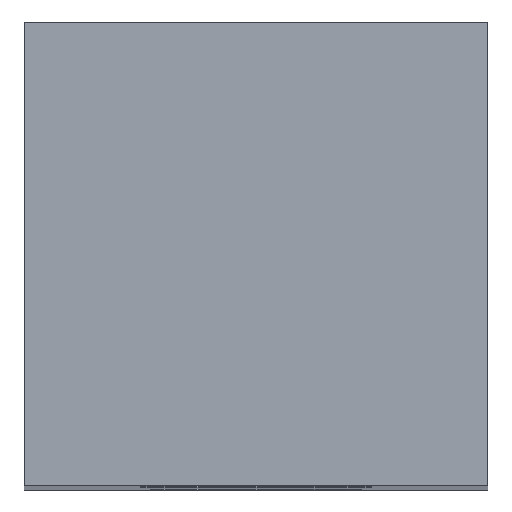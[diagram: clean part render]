
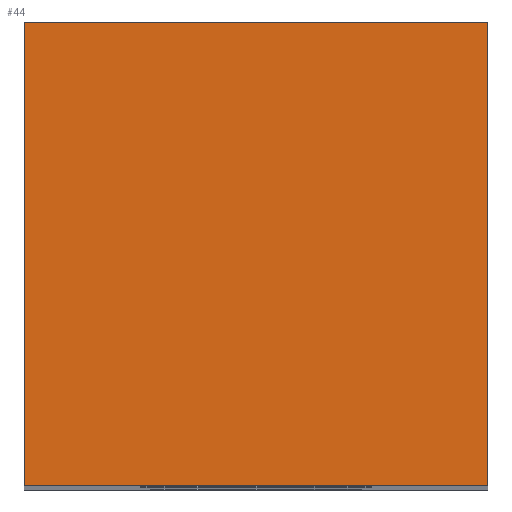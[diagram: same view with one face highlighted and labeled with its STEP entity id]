
A CAD part, top view. The second image highlights one B-rep face of the part: STEP entity #44.
In plain terms, the highlighted planar face has unit normal (0, 0, 1).
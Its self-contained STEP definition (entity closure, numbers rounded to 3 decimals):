
#7 = EDGE_CURVE ( 'NONE', #979, #152, #760, .T. ) ;
#44 = ADVANCED_FACE ( 'NONE', ( #172 ), #801, .F. ) ;
#53 = EDGE_CURVE ( 'NONE', #152, #1238, #923, .T. ) ;
#72 = LINE ( 'NONE', #890, #607 ) ;
#85 = CARTESIAN_POINT ( 'NONE',  ( 8., 8., 40. ) ) ;
#116 = EDGE_CURVE ( 'NONE', #1238, #891, #72, .T. ) ;
#152 = VERTEX_POINT ( 'NONE', #1093 ) ;
#171 = CARTESIAN_POINT ( 'NONE',  ( 0., 0., 40. ) ) ;
#172 = FACE_OUTER_BOUND ( 'NONE', #1244, .T. ) ;
#308 = CARTESIAN_POINT ( 'NONE',  ( 0., 0., 40. ) ) ;
#315 = VECTOR ( 'NONE', #564, 1000. ) ;
#319 = DIRECTION ( 'NONE',  ( 0., 1., 0. ) ) ;
#338 = LINE ( 'NONE', #171, #315 ) ;
#345 = AXIS2_PLACEMENT_3D ( 'NONE', #705, #512, #898 ) ;
#397 = ORIENTED_EDGE ( 'NONE', *, *, #7, .T. ) ;
#455 = CARTESIAN_POINT ( 'NONE',  ( 0., 0., 40. ) ) ;
#490 = DIRECTION ( 'NONE',  ( -1., 0., 0. ) ) ;
#505 = VECTOR ( 'NONE', #1102, 1000. ) ;
#512 = DIRECTION ( 'NONE',  ( 0., 0., -1. ) ) ;
#513 = ORIENTED_EDGE ( 'NONE', *, *, #116, .T. ) ;
#564 = DIRECTION ( 'NONE',  ( 0., -1., 0. ) ) ;
#607 = VECTOR ( 'NONE', #490, 1000. ) ;
#663 = VECTOR ( 'NONE', #319, 1000. ) ;
#705 = CARTESIAN_POINT ( 'NONE',  ( 0., 0., 40. ) ) ;
#760 = LINE ( 'NONE', #308, #505 ) ;
#801 = PLANE ( 'NONE',  #345 ) ;
#841 = ORIENTED_EDGE ( 'NONE', *, *, #1158, .T. ) ;
#890 = CARTESIAN_POINT ( 'NONE',  ( 0., 8., 40. ) ) ;
#891 = VERTEX_POINT ( 'NONE', #1136 ) ;
#898 = DIRECTION ( 'NONE',  ( -1., 0., 0. ) ) ;
#923 = LINE ( 'NONE', #1011, #663 ) ;
#979 = VERTEX_POINT ( 'NONE', #455 ) ;
#1011 = CARTESIAN_POINT ( 'NONE',  ( 8., 0., 40. ) ) ;
#1093 = CARTESIAN_POINT ( 'NONE',  ( 8., 0., 40. ) ) ;
#1102 = DIRECTION ( 'NONE',  ( 1., 0., 0. ) ) ;
#1136 = CARTESIAN_POINT ( 'NONE',  ( 0., 8., 40. ) ) ;
#1158 = EDGE_CURVE ( 'NONE', #891, #979, #338, .T. ) ;
#1238 = VERTEX_POINT ( 'NONE', #85 ) ;
#1244 = EDGE_LOOP ( 'NONE', ( #841, #397, #1282, #513 ) ) ;
#1282 = ORIENTED_EDGE ( 'NONE', *, *, #53, .T. ) ;
